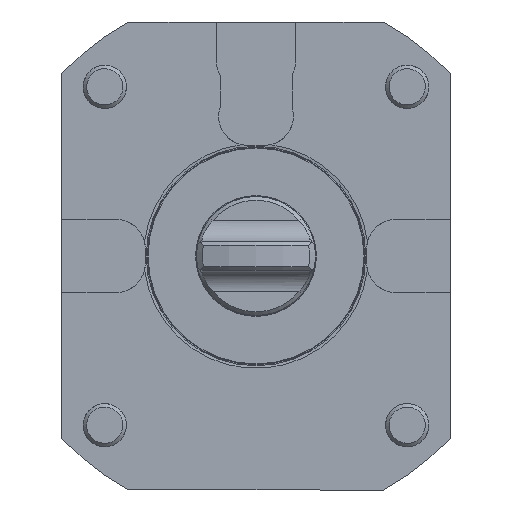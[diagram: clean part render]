
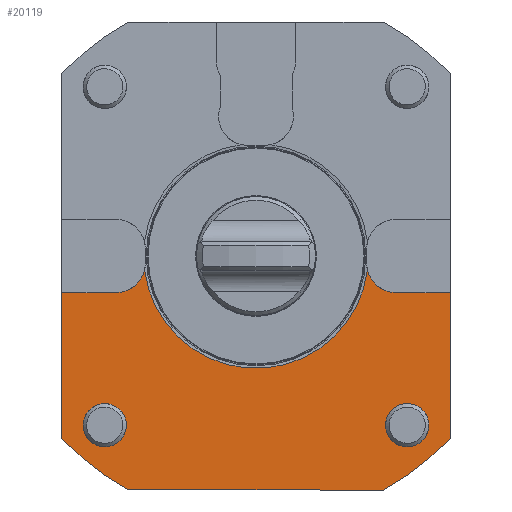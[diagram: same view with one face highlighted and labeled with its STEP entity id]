
A CAD part, front view. The second image highlights one B-rep face of the part: STEP entity #20119.
In plain terms, the highlighted planar face has unit normal (0, -1, 0).
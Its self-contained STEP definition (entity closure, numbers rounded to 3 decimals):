
#7 = CARTESIAN_POINT ( 'NONE',  ( 54., 0., -50.596 ) ) ;
#216 = CARTESIAN_POINT ( 'NONE',  ( -54., 0., -10.15 ) ) ;
#270 = CARTESIAN_POINT ( 'NONE',  ( -59.893, 0., -10.15 ) ) ;
#328 = ORIENTED_EDGE ( 'NONE', *, *, #13047, .T. ) ;
#414 = EDGE_CURVE ( 'NONE', #20724, #20724, #12287, .T. ) ;
#478 = LINE ( 'NONE', #4100, #20166 ) ;
#1272 = CARTESIAN_POINT ( 'NONE',  ( -42., 0., -47. ) ) ;
#1385 = DIRECTION ( 'NONE',  ( 1., 0., 0. ) ) ;
#1456 = VERTEX_POINT ( 'NONE', #4573 ) ;
#1750 = EDGE_LOOP ( 'NONE', ( #15784, #328, #12847, #15310, #12005, #16114, #6138, #22846, #11994, #16020 ) ) ;
#1973 = DIRECTION ( 'NONE',  ( 0., 0., -1. ) ) ;
#2456 = EDGE_CURVE ( 'NONE', #14772, #10815, #13105, .T. ) ;
#2679 = FACE_BOUND ( 'NONE', #16641, .T. ) ;
#2720 = CARTESIAN_POINT ( 'NONE',  ( 0., 0., 0. ) ) ;
#2798 = CARTESIAN_POINT ( 'NONE',  ( 0., 0., 0. ) ) ;
#2842 = EDGE_CURVE ( 'NONE', #22795, #22123, #6512, .T. ) ;
#2882 = LINE ( 'NONE', #10240, #5696 ) ;
#3526 = CARTESIAN_POINT ( 'NONE',  ( 38.75, 0., -2.15 ) ) ;
#3613 = CARTESIAN_POINT ( 'NONE',  ( 0., 0., 0. ) ) ;
#3880 = CARTESIAN_POINT ( 'NONE',  ( 0., 0., -65. ) ) ;
#4100 = CARTESIAN_POINT ( 'NONE',  ( 59.893, 0., -10.15 ) ) ;
#4130 = CARTESIAN_POINT ( 'NONE',  ( -38.75, 0., -2.15 ) ) ;
#4573 = CARTESIAN_POINT ( 'NONE',  ( 35.369, 0., -65. ) ) ;
#4589 = AXIS2_PLACEMENT_3D ( 'NONE', #3613, #5433, #10996 ) ;
#4729 = ORIENTED_EDGE ( 'NONE', *, *, #414, .F. ) ;
#4733 = CARTESIAN_POINT ( 'NONE',  ( 54., 0., -10.15 ) ) ;
#4777 = CARTESIAN_POINT ( 'NONE',  ( 48., 0., -47. ) ) ;
#5131 = VERTEX_POINT ( 'NONE', #4777 ) ;
#5433 = DIRECTION ( 'NONE',  ( 0., -1., 0. ) ) ;
#5551 = CIRCLE ( 'NONE', #19028, 8. ) ;
#5608 = AXIS2_PLACEMENT_3D ( 'NONE', #22858, #23353, #19123 ) ;
#5696 = VECTOR ( 'NONE', #15785, 1000. ) ;
#5998 = VERTEX_POINT ( 'NONE', #11367 ) ;
#6138 = ORIENTED_EDGE ( 'NONE', *, *, #15528, .F. ) ;
#6322 = DIRECTION ( 'NONE',  ( 0., -1., 0. ) ) ;
#6512 = CIRCLE ( 'NONE', #7699, 74. ) ;
#6535 = DIRECTION ( 'NONE',  ( 0., -1., 0. ) ) ;
#7699 = AXIS2_PLACEMENT_3D ( 'NONE', #2720, #6322, #13575 ) ;
#8332 = CARTESIAN_POINT ( 'NONE',  ( -35.369, 0., -65. ) ) ;
#8890 = DIRECTION ( 'NONE',  ( 1., 0., 0. ) ) ;
#9180 = LINE ( 'NONE', #3880, #22639 ) ;
#9254 = DIRECTION ( 'NONE',  ( 0., -1., 0. ) ) ;
#9333 = EDGE_CURVE ( 'NONE', #10815, #5998, #5551, .T. ) ;
#9836 = CARTESIAN_POINT ( 'NONE',  ( 30.951, 0., -3.933 ) ) ;
#9905 = VERTEX_POINT ( 'NONE', #7 ) ;
#10240 = CARTESIAN_POINT ( 'NONE',  ( 54., 0., 0. ) ) ;
#10748 = DIRECTION ( 'NONE',  ( 0., 0., 1. ) ) ;
#10815 = VERTEX_POINT ( 'NONE', #9836 ) ;
#10850 = EDGE_LOOP ( 'NONE', ( #23416 ) ) ;
#10979 = CARTESIAN_POINT ( 'NONE',  ( -54., 0., 0. ) ) ;
#10996 = DIRECTION ( 'NONE',  ( 0., 0., 1. ) ) ;
#11367 = CARTESIAN_POINT ( 'NONE',  ( 38.75, 0., -10.15 ) ) ;
#11485 = DIRECTION ( 'NONE',  ( -1., 0., 0. ) ) ;
#11964 = FACE_OUTER_BOUND ( 'NONE', #1750, .T. ) ;
#11994 = ORIENTED_EDGE ( 'NONE', *, *, #21570, .T. ) ;
#12005 = ORIENTED_EDGE ( 'NONE', *, *, #14503, .T. ) ;
#12180 = AXIS2_PLACEMENT_3D ( 'NONE', #4130, #13303, #1973 ) ;
#12210 = CARTESIAN_POINT ( 'NONE',  ( -38.75, 0., -10.15 ) ) ;
#12287 = CIRCLE ( 'NONE', #14589, 6. ) ;
#12847 = ORIENTED_EDGE ( 'NONE', *, *, #9333, .F. ) ;
#12927 = CIRCLE ( 'NONE', #18693, 6. ) ;
#13047 = EDGE_CURVE ( 'NONE', #13616, #5998, #478, .T. ) ;
#13105 = CIRCLE ( 'NONE', #4589, 31.2 ) ;
#13303 = DIRECTION ( 'NONE',  ( 0., 1., 0. ) ) ;
#13473 = CARTESIAN_POINT ( 'NONE',  ( -36., 0., -47. ) ) ;
#13575 = DIRECTION ( 'NONE',  ( 0., 0., 1. ) ) ;
#13616 = VERTEX_POINT ( 'NONE', #4733 ) ;
#13697 = DIRECTION ( 'NONE',  ( 0., -1., 0. ) ) ;
#13704 = CIRCLE ( 'NONE', #5608, 74. ) ;
#13747 = AXIS2_PLACEMENT_3D ( 'NONE', #2798, #6535, #21258 ) ;
#13748 = VERTEX_POINT ( 'NONE', #12210 ) ;
#14335 = EDGE_CURVE ( 'NONE', #1456, #9905, #13704, .T. ) ;
#14503 = EDGE_CURVE ( 'NONE', #14772, #13748, #20268, .T. ) ;
#14508 = DIRECTION ( 'NONE',  ( 1., 0., 0. ) ) ;
#14589 = AXIS2_PLACEMENT_3D ( 'NONE', #1272, #13697, #1385 ) ;
#14772 = VERTEX_POINT ( 'NONE', #22575 ) ;
#15310 = ORIENTED_EDGE ( 'NONE', *, *, #2456, .F. ) ;
#15450 = EDGE_CURVE ( 'NONE', #5131, #5131, #12927, .T. ) ;
#15528 = EDGE_CURVE ( 'NONE', #22795, #22508, #19897, .T. ) ;
#15576 = FACE_BOUND ( 'NONE', #10850, .T. ) ;
#15784 = ORIENTED_EDGE ( 'NONE', *, *, #18739, .T. ) ;
#15785 = DIRECTION ( 'NONE',  ( 0., 0., 1. ) ) ;
#16010 = VECTOR ( 'NONE', #10748, 1000. ) ;
#16020 = ORIENTED_EDGE ( 'NONE', *, *, #14335, .T. ) ;
#16114 = ORIENTED_EDGE ( 'NONE', *, *, #19959, .F. ) ;
#16641 = EDGE_LOOP ( 'NONE', ( #4729 ) ) ;
#17623 = CARTESIAN_POINT ( 'NONE',  ( -54., 0., -50.596 ) ) ;
#18693 = AXIS2_PLACEMENT_3D ( 'NONE', #20248, #9254, #8890 ) ;
#18739 = EDGE_CURVE ( 'NONE', #9905, #13616, #2882, .T. ) ;
#19028 = AXIS2_PLACEMENT_3D ( 'NONE', #3526, #20056, #21528 ) ;
#19123 = DIRECTION ( 'NONE',  ( 0., 0., 1. ) ) ;
#19319 = PLANE ( 'NONE',  #13747 ) ;
#19897 = LINE ( 'NONE', #10979, #16010 ) ;
#19959 = EDGE_CURVE ( 'NONE', #22508, #13748, #22254, .T. ) ;
#20056 = DIRECTION ( 'NONE',  ( 0., -1., 0. ) ) ;
#20119 = ADVANCED_FACE ( 'Defeature completata1_9', ( #2679, #15576, #11964 ), #19319, .T. ) ;
#20166 = VECTOR ( 'NONE', #11485, 1000. ) ;
#20248 = CARTESIAN_POINT ( 'NONE',  ( 42., 0., -47. ) ) ;
#20268 = CIRCLE ( 'NONE', #12180, 8. ) ;
#20724 = VERTEX_POINT ( 'NONE', #13473 ) ;
#20793 = DIRECTION ( 'NONE',  ( 1., 0., 0. ) ) ;
#21053 = VECTOR ( 'NONE', #20793, 1000. ) ;
#21258 = DIRECTION ( 'NONE',  ( 0., 0., 1. ) ) ;
#21528 = DIRECTION ( 'NONE',  ( 0., 0., 1. ) ) ;
#21570 = EDGE_CURVE ( 'NONE', #22123, #1456, #9180, .T. ) ;
#22123 = VERTEX_POINT ( 'NONE', #8332 ) ;
#22254 = LINE ( 'NONE', #270, #21053 ) ;
#22508 = VERTEX_POINT ( 'NONE', #216 ) ;
#22575 = CARTESIAN_POINT ( 'NONE',  ( -30.951, 0., -3.933 ) ) ;
#22639 = VECTOR ( 'NONE', #14508, 1000. ) ;
#22795 = VERTEX_POINT ( 'NONE', #17623 ) ;
#22846 = ORIENTED_EDGE ( 'NONE', *, *, #2842, .T. ) ;
#22858 = CARTESIAN_POINT ( 'NONE',  ( 0., 0., 0. ) ) ;
#23353 = DIRECTION ( 'NONE',  ( 0., -1., 0. ) ) ;
#23416 = ORIENTED_EDGE ( 'NONE', *, *, #15450, .F. ) ;
